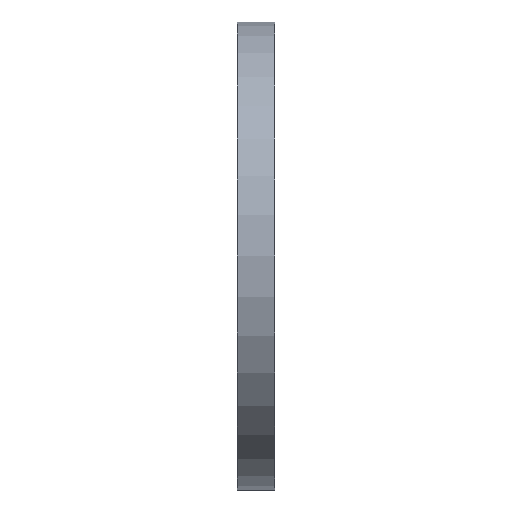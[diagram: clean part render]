
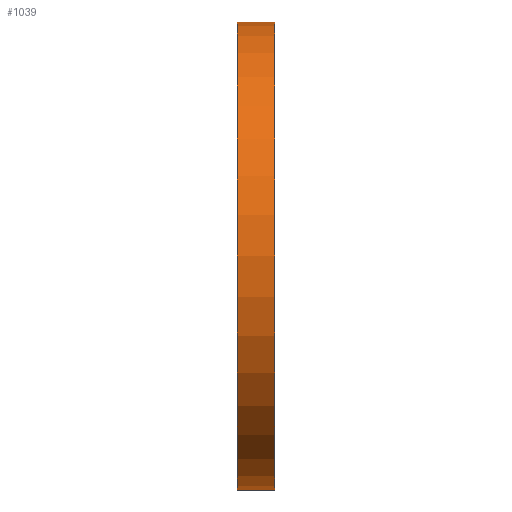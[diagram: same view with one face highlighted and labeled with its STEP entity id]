
A CAD part, left-side view. The second image highlights one B-rep face of the part: STEP entity #1039.
In plain terms, the highlighted cylindrical face has radius 50 mm (diameter 100 mm), a partial arc.
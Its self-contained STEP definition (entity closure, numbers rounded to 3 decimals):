
#649 = LINE ( 'NONE', #4401, #1950 ) ;
#675 = DIRECTION ( 'NONE',  ( 0., 1., 0. ) ) ;
#1039 = ADVANCED_FACE ( 'NONE', ( #2514 ), #3030, .T. ) ;
#1095 = AXIS2_PLACEMENT_3D ( 'NONE', #2756, #13638, #5176 ) ;
#1265 = CARTESIAN_POINT ( 'NONE',  ( 0., 8., 0. ) ) ;
#1826 = DIRECTION ( 'NONE',  ( 0., -1., 0. ) ) ;
#1950 = VECTOR ( 'NONE', #2141, 1000. ) ;
#2141 = DIRECTION ( 'NONE',  ( 0., -1., 0. ) ) ;
#2514 = FACE_OUTER_BOUND ( 'NONE', #2906, .T. ) ;
#2756 = CARTESIAN_POINT ( 'NONE',  ( 0., 0., 0. ) ) ;
#2906 = EDGE_LOOP ( 'NONE', ( #14618, #13492, #10971, #15451 ) ) ;
#3030 = CYLINDRICAL_SURFACE ( 'NONE', #11904, 50. ) ;
#3783 = EDGE_CURVE ( 'NONE', #5846, #12903, #8897, .T. ) ;
#4401 = CARTESIAN_POINT ( 'NONE',  ( 0., 8., 50. ) ) ;
#4682 = DIRECTION ( 'NONE',  ( 0., -1., 0. ) ) ;
#5176 = DIRECTION ( 'NONE',  ( 0., 0., 1. ) ) ;
#5311 = CARTESIAN_POINT ( 'NONE',  ( 0., 0., -50. ) ) ;
#5479 = VERTEX_POINT ( 'NONE', #12808 ) ;
#5626 = CIRCLE ( 'NONE', #1095, 50. ) ;
#5830 = AXIS2_PLACEMENT_3D ( 'NONE', #7812, #675, #10267 ) ;
#5846 = VERTEX_POINT ( 'NONE', #15181 ) ;
#5879 = CARTESIAN_POINT ( 'NONE',  ( 0., 8., 50. ) ) ;
#7282 = EDGE_CURVE ( 'NONE', #12903, #5479, #5626, .T. ) ;
#7812 = CARTESIAN_POINT ( 'NONE',  ( 0., 8., 0. ) ) ;
#8897 = LINE ( 'NONE', #12463, #14122 ) ;
#9057 = EDGE_CURVE ( 'NONE', #5846, #11902, #13265, .T. ) ;
#10267 = DIRECTION ( 'NONE',  ( 0., 0., 1. ) ) ;
#10971 = ORIENTED_EDGE ( 'NONE', *, *, #3783, .T. ) ;
#11902 = VERTEX_POINT ( 'NONE', #5879 ) ;
#11904 = AXIS2_PLACEMENT_3D ( 'NONE', #1265, #4682, #15385 ) ;
#12182 = EDGE_CURVE ( 'NONE', #11902, #5479, #649, .T. ) ;
#12463 = CARTESIAN_POINT ( 'NONE',  ( 0., 8., -50. ) ) ;
#12808 = CARTESIAN_POINT ( 'NONE',  ( 0., 0., 50. ) ) ;
#12903 = VERTEX_POINT ( 'NONE', #5311 ) ;
#13265 = CIRCLE ( 'NONE', #5830, 50. ) ;
#13492 = ORIENTED_EDGE ( 'NONE', *, *, #9057, .F. ) ;
#13638 = DIRECTION ( 'NONE',  ( 0., 1., 0. ) ) ;
#14122 = VECTOR ( 'NONE', #1826, 1000. ) ;
#14618 = ORIENTED_EDGE ( 'NONE', *, *, #12182, .F. ) ;
#15181 = CARTESIAN_POINT ( 'NONE',  ( 0., 8., -50. ) ) ;
#15385 = DIRECTION ( 'NONE',  ( 0., 0., -1. ) ) ;
#15451 = ORIENTED_EDGE ( 'NONE', *, *, #7282, .T. ) ;
